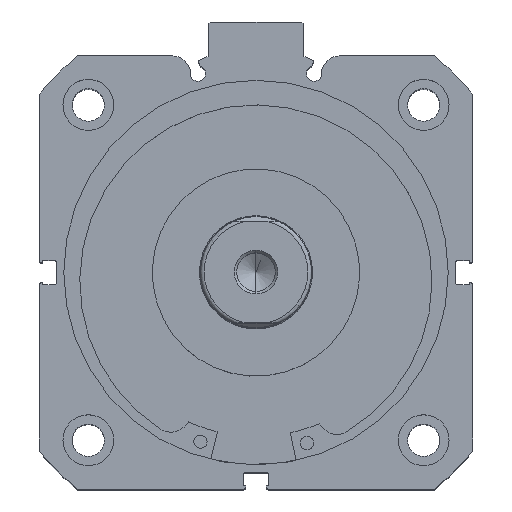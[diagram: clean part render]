
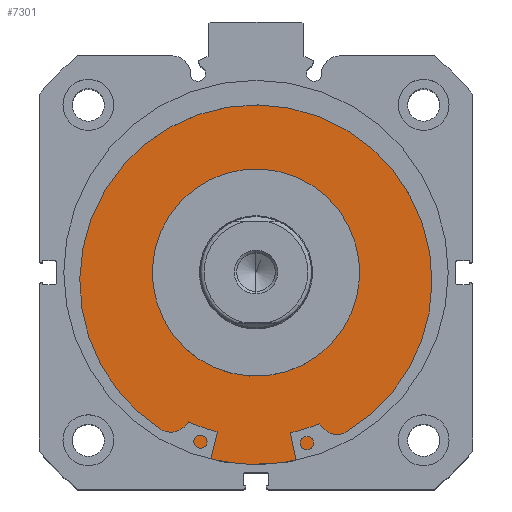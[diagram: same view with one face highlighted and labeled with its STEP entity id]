
A CAD part, top view. The second image highlights one B-rep face of the part: STEP entity #7301.
In plain terms, the highlighted face is planar.
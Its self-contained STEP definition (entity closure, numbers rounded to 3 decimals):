
#33 = EDGE_LOOP ( 'NONE', ( #4598, #4599 ) ) ;
#52 = EDGE_LOOP ( 'NONE', ( #4596, #4597 ) ) ;
#561 = VERTEX_POINT ( 'NONE', #1365 ) ;
#562 = VERTEX_POINT ( 'NONE', #1391 ) ;
#567 = VERTEX_POINT ( 'NONE', #1332 ) ;
#568 = VERTEX_POINT ( 'NONE', #1383 ) ;
#1332 = CARTESIAN_POINT ( 'NONE',  ( 5.5, 0., -27.5 ) ) ;
#1365 = CARTESIAN_POINT ( 'NONE',  ( 5.5, 0., 51. ) ) ;
#1383 = CARTESIAN_POINT ( 'NONE',  ( 5.5, 0., 27.5 ) ) ;
#1391 = CARTESIAN_POINT ( 'NONE',  ( 5.5, 0., -51. ) ) ;
#2002 = DIRECTION ( 'NONE',  ( 0., 0., 1. ) ) ;
#2004 = DIRECTION ( 'NONE',  ( -1., 0., 0. ) ) ;
#2007 = CARTESIAN_POINT ( 'NONE',  ( 5.5, 0., 0. ) ) ;
#2022 = DIRECTION ( 'NONE',  ( 0., 0., 1. ) ) ;
#2024 = DIRECTION ( 'NONE',  ( -1., 0., 0. ) ) ;
#2088 = CARTESIAN_POINT ( 'NONE',  ( 5.5, 0., 0. ) ) ;
#3057 = DIRECTION ( 'NONE',  ( 0., 0., 1. ) ) ;
#3058 = DIRECTION ( 'NONE',  ( -1., 0., 0. ) ) ;
#3061 = CARTESIAN_POINT ( 'NONE',  ( 5.5, 0., 0. ) ) ;
#3079 = DIRECTION ( 'NONE',  ( 0., 0., 1. ) ) ;
#3080 = DIRECTION ( 'NONE',  ( -1., 0., 0. ) ) ;
#3083 = CARTESIAN_POINT ( 'NONE',  ( 5.5, 0., 0. ) ) ;
#3227 = EDGE_CURVE ( 'NONE', #562, #561, #4852, .T. ) ;
#3229 = EDGE_CURVE ( 'NONE', #567, #568, #4855, .T. ) ;
#3241 = EDGE_CURVE ( 'NONE', #568, #567, #4875, .T. ) ;
#3248 = EDGE_CURVE ( 'NONE', #561, #562, #4885, .T. ) ;
#3707 = AXIS2_PLACEMENT_3D ( 'NONE', #2088, #2024, #2022 ) ;
#3710 = AXIS2_PLACEMENT_3D ( 'NONE', #2007, #2004, #2002 ) ;
#3714 = AXIS2_PLACEMENT_3D ( 'NONE', #3083, #3080, #3079 ) ;
#3717 = AXIS2_PLACEMENT_3D ( 'NONE', #3061, #3058, #3057 ) ;
#4081 = AXIS2_PLACEMENT_3D ( 'NONE', #6797, #6799, #6800 ) ;
#4596 = ORIENTED_EDGE ( 'NONE', *, *, #3241, .F. ) ;
#4597 = ORIENTED_EDGE ( 'NONE', *, *, #3229, .F. ) ;
#4598 = ORIENTED_EDGE ( 'NONE', *, *, #3248, .T. ) ;
#4599 = ORIENTED_EDGE ( 'NONE', *, *, #3227, .T. ) ;
#4852 = CIRCLE ( 'NONE', #3707, 51. ) ;
#4855 = CIRCLE ( 'NONE', #3710, 27.5 ) ;
#4875 = CIRCLE ( 'NONE', #3714, 27.5 ) ;
#4885 = CIRCLE ( 'NONE', #3717, 51. ) ;
#5817 = FACE_BOUND ( 'NONE', #52, .T. ) ;
#5823 = FACE_OUTER_BOUND ( 'NONE', #33, .T. ) ;
#6797 = CARTESIAN_POINT ( 'NONE',  ( 5.5, 51., 0. ) ) ;
#6798 = PLANE ( 'NONE',  #4081 ) ;
#6799 = DIRECTION ( 'NONE',  ( 1., 0., 0. ) ) ;
#6800 = DIRECTION ( 'NONE',  ( 0., 0., -1. ) ) ;
#7301 = ADVANCED_FACE ( 'NONE', ( #5817, #5823 ), #6798, .F. ) ;
